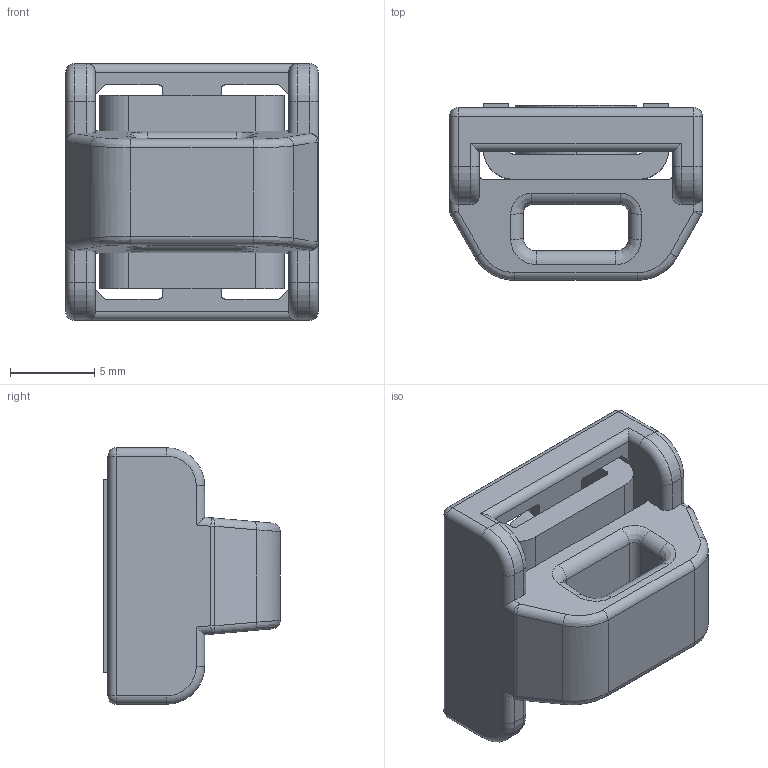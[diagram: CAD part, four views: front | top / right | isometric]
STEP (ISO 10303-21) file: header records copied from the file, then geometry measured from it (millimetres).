
FILE_DESCRIPTION (( 'STEP AP203' ), '1' );
FILE_NAME ('62455.STEP', '2022-11-16T21:55:01', ( '' ), ( '' ), 'SwSTEP 2.0', 'SolidWorks 2021', '' );
FILE_SCHEMA (( 'CONFIG_CONTROL_DESIGN' ));
Length unit declared in the file: millimetre
Products named in the file (5): 82011; 004166 magnet; 62455; 004166 magnet cup; 62456
Assembly tree (4 placements, depth 3):
  62455
    82011
      004166 magnet cup
      004166 magnet
    62456
Bounding box: 15 x 10.5 x 15.25 mm (x, y, z)
Volume: 1166.9 mm3; surface area: 1608.2 mm2
Topology: 3 solids, 3 shells, 181 faces, 430 edges, 244 vertices
Faces by surface type: cylinder 86, plane 51, bspline 16, sphere 16, torus 12
Entity records: 5859 total; most frequent: CARTESIAN_POINT 1367, DIRECTION 852, ORIENTED_EDGE 844, EDGE_CURVE 422, AXIS2_PLACEMENT_3D 313, VERTEX_POINT 244, LINE 226, VECTOR 226
